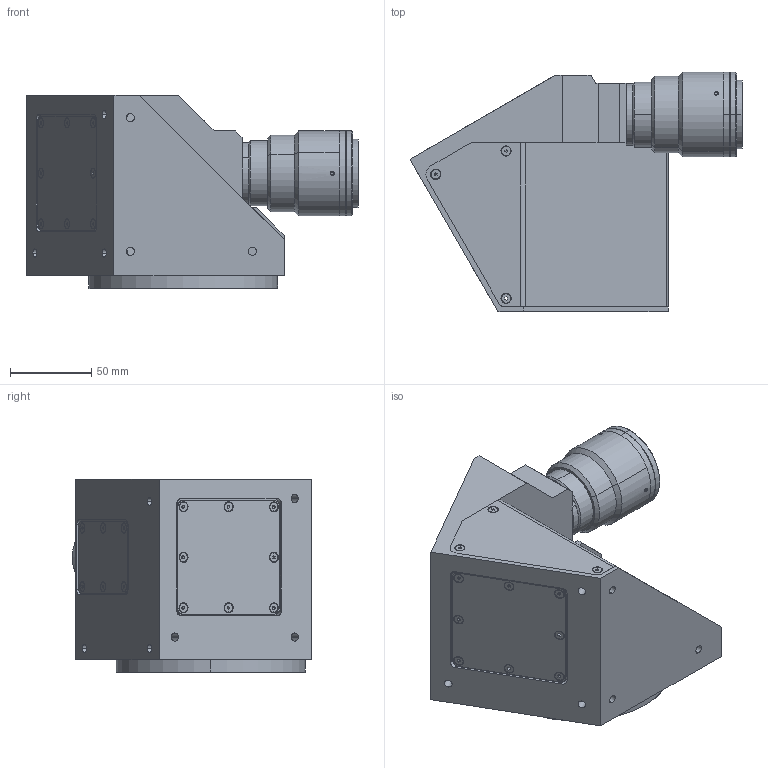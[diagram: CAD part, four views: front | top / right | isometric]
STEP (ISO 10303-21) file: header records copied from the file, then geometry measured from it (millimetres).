
FILE_DESCRIPTION (( 'STEP AP203' ), '1' );
FILE_NAME ('DP24016_TCCR2M080-E.step', '2021-10-18T11:02:04', ( '' ), ( '' ), 'SwSTEP 2.0', 'SolidWorks 2021', '' );
FILE_SCHEMA (( 'CONFIG_CONTROL_DESIGN' ));
Length unit declared in the file: millimetre
Products named in the file (1): DP24016_TCCR2M080-E
Bounding box: 203.77 x 146.89 x 118.9 mm (x, y, z)
Surface area: 124535.8 mm2 (no closed solid volume)
Topology: 0 solids, 50 shells, 318 faces, 1064 edges, 769 vertices
Faces by surface type: plane 133, cylinder 103, cone 80, sphere 2
Entity records: 11740 total; most frequent: CARTESIAN_POINT 2364, DIRECTION 2060, ORIENTED_EDGE 1558, EDGE_CURVE 1036, VERTEX_POINT 769, AXIS2_PLACEMENT_3D 721, VECTOR 618, LINE 618
